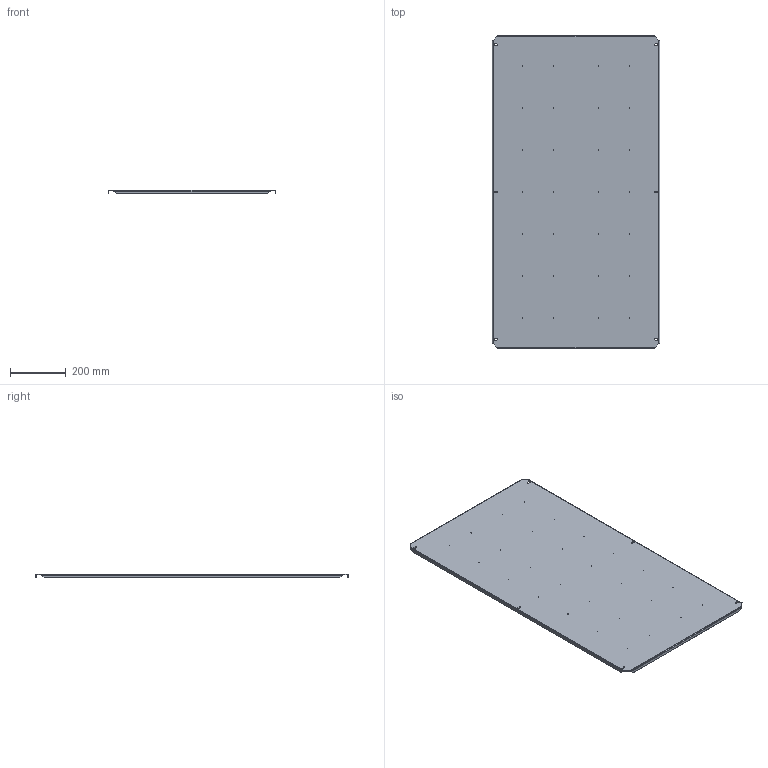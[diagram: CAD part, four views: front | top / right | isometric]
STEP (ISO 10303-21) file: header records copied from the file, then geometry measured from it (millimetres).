
FILE_DESCRIPTION (( 'STEP AP214' ), '1' );
FILE_NAME ('mb65-6m.STEP', '2022-02-06T19:08:30', ( '' ), ( '' ), 'SwSTEP 2.0', 'SolidWorks 2021', '' );
FILE_SCHEMA (( 'AUTOMOTIVE_DESIGN' ));
Length unit declared in the file: millimetre
Products named in the file (1): mb65-6m
Bounding box: 599 x 1116.58 x 12.9 mm (x, y, z)
Volume: 1399965.2 mm3; surface area: 1407370.1 mm2
Topology: 1 solids, 1 shells, 156 faces, 346 edges, 220 vertices
Faces by surface type: cylinder 82, plane 66, bspline 8
Entity records: 4596 total; most frequent: CARTESIAN_POINT 1027, DIRECTION 760, ORIENTED_EDGE 692, EDGE_CURVE 346, AXIS2_PLACEMENT_3D 297, VERTEX_POINT 220, EDGE_LOOP 196, LINE 166
